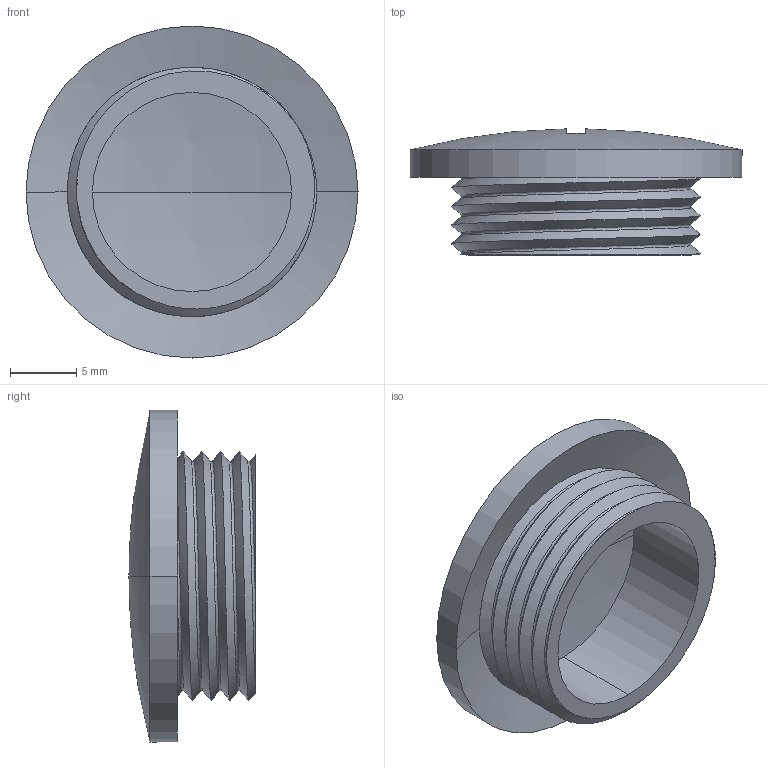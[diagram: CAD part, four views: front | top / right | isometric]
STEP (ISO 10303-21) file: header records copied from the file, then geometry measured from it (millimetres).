
FILE_DESCRIPTION (( 'STEP AP203' ), '1' );
FILE_NAME ('4599.STEP', '2024-10-07T14:55:51', ( '' ), ( '' ), 'SwSTEP 2.0', 'SolidWorks 2022', '' );
FILE_SCHEMA (( 'CONFIG_CONTROL_DESIGN' ));
Length unit declared in the file: millimetre
Products named in the file (1): 4599
Bounding box: 25 x 9.49 x 25 mm (x, y, z)
Volume: 1490.1 mm3; surface area: 2079.7 mm2
Topology: 1 solids, 1 shells, 19 faces, 46 edges, 31 vertices
Faces by surface type: sphere 6, plane 6, cylinder 4, bspline 3
Entity records: 2600 total; most frequent: CARTESIAN_POINT 2095, ORIENTED_EDGE 90, DIRECTION 90, EDGE_CURVE 45, AXIS2_PLACEMENT_3D 39, VERTEX_POINT 29, CIRCLE 22, EDGE_LOOP 20
